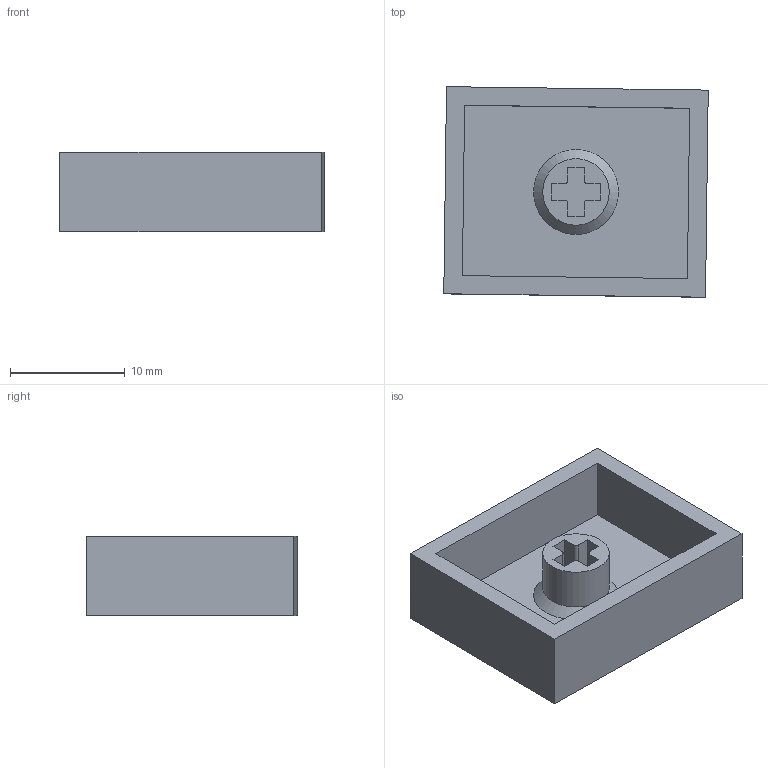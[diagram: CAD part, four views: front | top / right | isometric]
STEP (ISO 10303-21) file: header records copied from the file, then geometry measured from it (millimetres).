
FILE_DESCRIPTION(('HOOPS Exchange Step'),'2;1');
FILE_NAME('temp_export','2023-10-19T16:20:11-04:00',('jscotto'),('Shapr3D Limited'),'HOOPS Exchange 2023.2','Shapr3D','Authorized');
FILE_SCHEMA( ('AUTOMOTIVE_DESIGN { 1 0 10303 214 1 1 1 1 }') );
Length unit declared in the file: millimetre
Products named in the file (1): Sharp (1.25u)
Bounding box: 23.05 x 18.35 x 6.9 mm (x, y, z)
Volume: 1319 mm3; surface area: 1915 mm2
Topology: 1 solids, 1 shells, 31 faces, 80 edges, 54 vertices
Faces by surface type: plane 25, cylinder 5, cone 1
Full cylindrical faces by diameter (mm): 5.8 x1
Entity records: 968 total; most frequent: CARTESIAN_POINT 166, ORIENTED_EDGE 160, DIRECTION 158, EDGE_CURVE 80, VECTOR 66, LINE 66, VERTEX_POINT 54, AXIS2_PLACEMENT_3D 46
